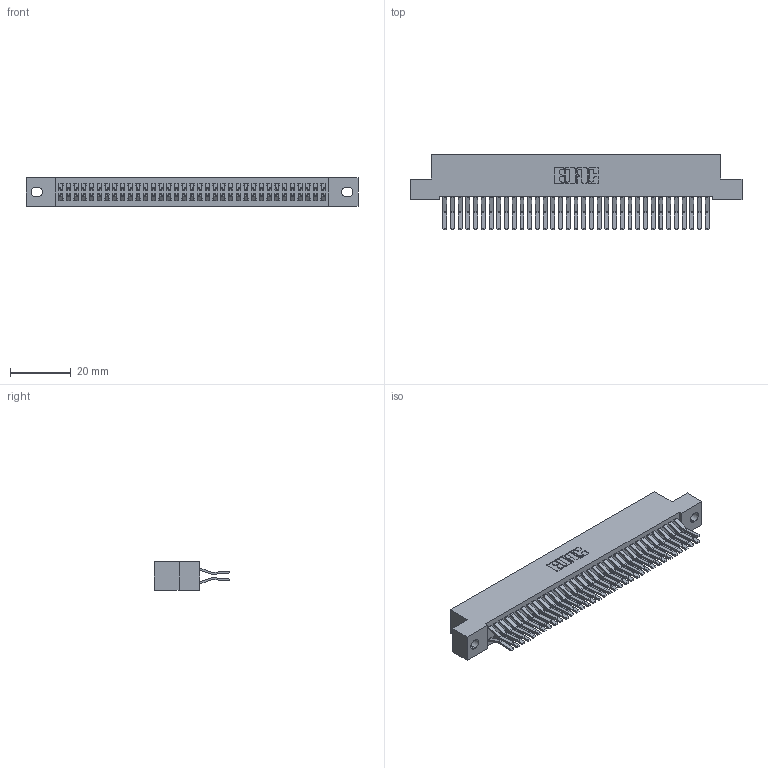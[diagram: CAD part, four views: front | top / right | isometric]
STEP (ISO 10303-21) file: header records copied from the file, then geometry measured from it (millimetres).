
FILE_DESCRIPTION (( 'STEP AP203' ), '1' );
FILE_NAME ('392-070-560-202.STEP', '2018-08-17T23:48:35', ( '' ), ( '' ), 'SwSTEP 2.0', 'SolidWorks 2016', '' );
FILE_SCHEMA (( 'CONFIG_CONTROL_DESIGN' ));
Length unit declared in the file: inch
Products named in the file (3): 342 Part_.128 Slot; 345-292-001_560 Tail; 392-070-560-202
Assembly tree (71 placements, depth 2):
  392-070-560-202
    342 Part_.128 Slot
    345-292-001_560 Tail  x70
Bounding box: 109.22 x 24.78 x 9.4 mm (x, y, z)
Volume: 10187.7 mm3; surface area: 17272 mm2
Topology: 71 solids, 71 shells, 3894 faces, 11581 edges, 7626 vertices
Faces by surface type: plane 2590, cylinder 1304
Entity records: 23513 total; most frequent: CARTESIAN_POINT 3906, ORIENTED_EDGE 3842, DIRECTION 3353, EDGE_CURVE 1921, VECTOR 1789, LINE 1789, VERTEX_POINT 1278, AXIS2_PLACEMENT_3D 782
